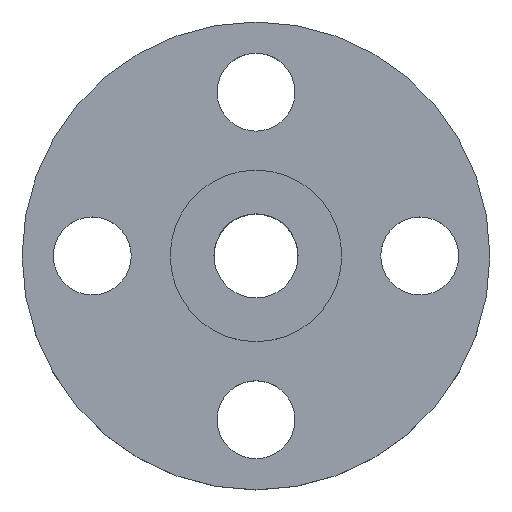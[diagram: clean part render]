
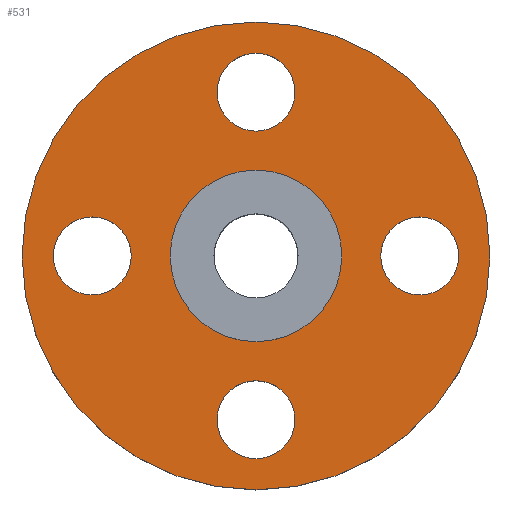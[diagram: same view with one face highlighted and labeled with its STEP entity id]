
A CAD part, top view. The second image highlights one B-rep face of the part: STEP entity #531.
In plain terms, the highlighted planar face has unit normal (0, 0, 1).
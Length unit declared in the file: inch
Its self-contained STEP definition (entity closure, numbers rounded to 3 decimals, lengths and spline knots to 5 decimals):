
#9 = AXIS2_PLACEMENT_3D ( 'NONE', #370, #242, #500 ) ;
#30 = CARTESIAN_POINT ( 'NONE',  ( 0., 0., -0.25 ) ) ;
#39 = CIRCLE ( 'NONE', #646, 0.3125 ) ;
#44 = FACE_OUTER_BOUND ( 'NONE', #836, .T. ) ;
#56 = CARTESIAN_POINT ( 'NONE',  ( 1., 0., -0.25 ) ) ;
#57 = EDGE_CURVE ( 'NONE', #572, #60, #712, .T. ) ;
#60 = VERTEX_POINT ( 'NONE', #543 ) ;
#79 = AXIS2_PLACEMENT_3D ( 'NONE', #669, #350, #533 ) ;
#92 = VERTEX_POINT ( 'NONE', #468 ) ;
#96 = EDGE_CURVE ( 'NONE', #808, #355, #108, .T. ) ;
#102 = ORIENTED_EDGE ( 'NONE', *, *, #369, .T. ) ;
#107 = DIRECTION ( 'NONE',  ( 0., 0., 1. ) ) ;
#108 = CIRCLE ( 'NONE', #79, 0.3125 ) ;
#109 = CIRCLE ( 'NONE', #192, 0.3125 ) ;
#114 = VERTEX_POINT ( 'NONE', #804 ) ;
#115 = CARTESIAN_POINT ( 'NONE',  ( 1.625, 0., -0.25 ) ) ;
#124 = DIRECTION ( 'NONE',  ( 0., 1., 0. ) ) ;
#129 = DIRECTION ( 'NONE',  ( 0., 0., 1. ) ) ;
#132 = CARTESIAN_POINT ( 'NONE',  ( 0.3125, 1.3125, -0.25 ) ) ;
#136 = CARTESIAN_POINT ( 'NONE',  ( 0., 0., -0.25 ) ) ;
#147 = EDGE_LOOP ( 'NONE', ( #569, #784 ) ) ;
#161 = VERTEX_POINT ( 'NONE', #682 ) ;
#162 = CARTESIAN_POINT ( 'NONE',  ( 0., 0., -0.25 ) ) ;
#192 = AXIS2_PLACEMENT_3D ( 'NONE', #310, #575, #124 ) ;
#196 = DIRECTION ( 'NONE',  ( 0., 0., 1. ) ) ;
#223 = FACE_BOUND ( 'NONE', #147, .T. ) ;
#227 = VERTEX_POINT ( 'NONE', #724 ) ;
#233 = EDGE_CURVE ( 'NONE', #502, #161, #745, .T. ) ;
#242 = DIRECTION ( 'NONE',  ( 0., 0., 1. ) ) ;
#248 = DIRECTION ( 'NONE',  ( 0., 0., 1. ) ) ;
#266 = AXIS2_PLACEMENT_3D ( 'NONE', #30, #759, #766 ) ;
#267 = EDGE_CURVE ( 'NONE', #512, #653, #314, .T. ) ;
#269 = AXIS2_PLACEMENT_3D ( 'NONE', #571, #839, #573 ) ;
#283 = AXIS2_PLACEMENT_3D ( 'NONE', #610, #129, #334 ) ;
#284 = AXIS2_PLACEMENT_3D ( 'NONE', #788, #248, #392 ) ;
#295 = DIRECTION ( 'NONE',  ( 1., 0., 0. ) ) ;
#302 = DIRECTION ( 'NONE',  ( 1., 0., 0. ) ) ;
#304 = PLANE ( 'NONE',  #315 ) ;
#310 = CARTESIAN_POINT ( 'NONE',  ( 0., -1.3125, -0.25 ) ) ;
#314 = CIRCLE ( 'NONE', #283, 0.3125 ) ;
#315 = AXIS2_PLACEMENT_3D ( 'NONE', #498, #783, #437 ) ;
#334 = DIRECTION ( 'NONE',  ( -1., 0., 0. ) ) ;
#346 = AXIS2_PLACEMENT_3D ( 'NONE', #162, #562, #302 ) ;
#347 = DIRECTION ( 'NONE',  ( 1., 0., 0. ) ) ;
#350 = DIRECTION ( 'NONE',  ( 0., 0., 1. ) ) ;
#355 = VERTEX_POINT ( 'NONE', #553 ) ;
#357 = DIRECTION ( 'NONE',  ( 0., 0., 1. ) ) ;
#369 = EDGE_CURVE ( 'NONE', #227, #92, #494, .T. ) ;
#370 = CARTESIAN_POINT ( 'NONE',  ( 1.3125, 0., -0.25 ) ) ;
#387 = CIRCLE ( 'NONE', #9, 0.3125 ) ;
#392 = DIRECTION ( 'NONE',  ( 0., -1., 0. ) ) ;
#403 = EDGE_CURVE ( 'NONE', #60, #572, #792, .T. ) ;
#412 = DIRECTION ( 'NONE',  ( 0., 0., 1. ) ) ;
#416 = EDGE_LOOP ( 'NONE', ( #504, #557 ) ) ;
#437 = DIRECTION ( 'NONE',  ( -1., 0., 0. ) ) ;
#444 = CARTESIAN_POINT ( 'NONE',  ( 0.6875, 0., -0.25 ) ) ;
#450 = FACE_BOUND ( 'NONE', #798, .T. ) ;
#467 = EDGE_CURVE ( 'NONE', #114, #668, #109, .T. ) ;
#468 = CARTESIAN_POINT ( 'NONE',  ( 1.875, 0., -0.25 ) ) ;
#481 = CIRCLE ( 'NONE', #284, 0.3125 ) ;
#482 = CIRCLE ( 'NONE', #269, 0.3125 ) ;
#494 = CIRCLE ( 'NONE', #266, 1.875 ) ;
#498 = CARTESIAN_POINT ( 'NONE',  ( 0., 0.6875, -0.25 ) ) ;
#500 = DIRECTION ( 'NONE',  ( -1., 0., 0. ) ) ;
#502 = VERTEX_POINT ( 'NONE', #716 ) ;
#503 = CARTESIAN_POINT ( 'NONE',  ( -1.3125, 0., -0.25 ) ) ;
#504 = ORIENTED_EDGE ( 'NONE', *, *, #57, .F. ) ;
#512 = VERTEX_POINT ( 'NONE', #56 ) ;
#518 = FACE_BOUND ( 'NONE', #842, .T. ) ;
#520 = CARTESIAN_POINT ( 'NONE',  ( 0., 0., -0.25 ) ) ;
#527 = EDGE_CURVE ( 'NONE', #355, #808, #481, .T. ) ;
#531 = ADVANCED_FACE ( 'NONE', ( #450, #518, #223, #775, #636, #44 ), #304, .F. ) ;
#533 = DIRECTION ( 'NONE',  ( 0., -1., 0. ) ) ;
#541 = ORIENTED_EDGE ( 'NONE', *, *, #769, .T. ) ;
#543 = CARTESIAN_POINT ( 'NONE',  ( -0.6875, 0., -0.25 ) ) ;
#547 = CARTESIAN_POINT ( 'NONE',  ( -1.3125, 0., -0.25 ) ) ;
#553 = CARTESIAN_POINT ( 'NONE',  ( -0.3125, 1.3125, -0.25 ) ) ;
#556 = ORIENTED_EDGE ( 'NONE', *, *, #96, .F. ) ;
#557 = ORIENTED_EDGE ( 'NONE', *, *, #403, .F. ) ;
#562 = DIRECTION ( 'NONE',  ( 0., 0., 1. ) ) ;
#569 = ORIENTED_EDGE ( 'NONE', *, *, #467, .F. ) ;
#570 = EDGE_CURVE ( 'NONE', #668, #114, #482, .T. ) ;
#571 = CARTESIAN_POINT ( 'NONE',  ( 0., -1.3125, -0.25 ) ) ;
#572 = VERTEX_POINT ( 'NONE', #444 ) ;
#573 = DIRECTION ( 'NONE',  ( 0., 1., 0. ) ) ;
#575 = DIRECTION ( 'NONE',  ( 0., 0., 1. ) ) ;
#584 = ORIENTED_EDGE ( 'NONE', *, *, #633, .F. ) ;
#587 = ORIENTED_EDGE ( 'NONE', *, *, #589, .F. ) ;
#589 = EDGE_CURVE ( 'NONE', #161, #502, #39, .T. ) ;
#610 = CARTESIAN_POINT ( 'NONE',  ( 1.3125, 0., -0.25 ) ) ;
#623 = AXIS2_PLACEMENT_3D ( 'NONE', #520, #196, #860 ) ;
#633 = EDGE_CURVE ( 'NONE', #653, #512, #387, .T. ) ;
#636 = FACE_BOUND ( 'NONE', #416, .T. ) ;
#640 = ORIENTED_EDGE ( 'NONE', *, *, #233, .F. ) ;
#646 = AXIS2_PLACEMENT_3D ( 'NONE', #503, #107, #295 ) ;
#653 = VERTEX_POINT ( 'NONE', #115 ) ;
#668 = VERTEX_POINT ( 'NONE', #801 ) ;
#669 = CARTESIAN_POINT ( 'NONE',  ( 0., 1.3125, -0.25 ) ) ;
#682 = CARTESIAN_POINT ( 'NONE',  ( -1.625, 0., -0.25 ) ) ;
#696 = AXIS2_PLACEMENT_3D ( 'NONE', #136, #357, #739 ) ;
#712 = CIRCLE ( 'NONE', #696, 0.6875 ) ;
#716 = CARTESIAN_POINT ( 'NONE',  ( -1., 0., -0.25 ) ) ;
#720 = ORIENTED_EDGE ( 'NONE', *, *, #267, .F. ) ;
#724 = CARTESIAN_POINT ( 'NONE',  ( -1.875, 0., -0.25 ) ) ;
#726 = AXIS2_PLACEMENT_3D ( 'NONE', #547, #412, #347 ) ;
#739 = DIRECTION ( 'NONE',  ( 1., 0., 0. ) ) ;
#745 = CIRCLE ( 'NONE', #726, 0.3125 ) ;
#759 = DIRECTION ( 'NONE',  ( 0., 0., 1. ) ) ;
#766 = DIRECTION ( 'NONE',  ( 1., 0., 0. ) ) ;
#767 = CIRCLE ( 'NONE', #623, 1.875 ) ;
#769 = EDGE_CURVE ( 'NONE', #92, #227, #767, .T. ) ;
#775 = FACE_BOUND ( 'NONE', #823, .T. ) ;
#783 = DIRECTION ( 'NONE',  ( 0., 0., -1. ) ) ;
#784 = ORIENTED_EDGE ( 'NONE', *, *, #570, .F. ) ;
#788 = CARTESIAN_POINT ( 'NONE',  ( 0., 1.3125, -0.25 ) ) ;
#789 = ORIENTED_EDGE ( 'NONE', *, *, #527, .F. ) ;
#792 = CIRCLE ( 'NONE', #346, 0.6875 ) ;
#798 = EDGE_LOOP ( 'NONE', ( #556, #789 ) ) ;
#801 = CARTESIAN_POINT ( 'NONE',  ( -0.3125, -1.3125, -0.25 ) ) ;
#804 = CARTESIAN_POINT ( 'NONE',  ( 0.3125, -1.3125, -0.25 ) ) ;
#808 = VERTEX_POINT ( 'NONE', #132 ) ;
#823 = EDGE_LOOP ( 'NONE', ( #640, #587 ) ) ;
#836 = EDGE_LOOP ( 'NONE', ( #541, #102 ) ) ;
#839 = DIRECTION ( 'NONE',  ( 0., 0., 1. ) ) ;
#842 = EDGE_LOOP ( 'NONE', ( #584, #720 ) ) ;
#860 = DIRECTION ( 'NONE',  ( 1., 0., 0. ) ) ;
